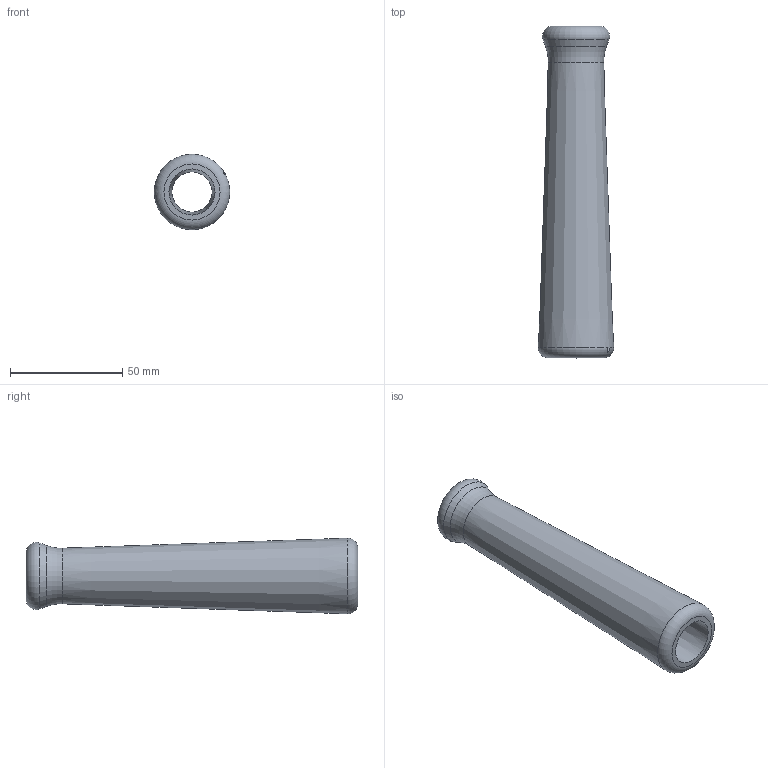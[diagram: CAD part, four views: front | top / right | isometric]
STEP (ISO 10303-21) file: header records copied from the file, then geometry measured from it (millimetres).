
FILE_DESCRIPTION(/* description */ ('Unknown'),/* implementation_level */ '2;1');
FILE_NAME(/* name */ '30915',/* time_stamp */ '2018-11-13T08:01:50+01:00',/* author */ ('Unknown'),/* organization */ ('Unknown'),/* preprocessor_version */ 'ST-DEVELOPER v16.7',/* originating_system */ 'DEX',/* authorisation */ $);
FILE_SCHEMA (('AUTOMOTIVE_DESIGN {1 0 10303 214 3 1 1}'));
Length unit declared in the file: millimetre
Products named in the file (1): 19706_30915_Knickschutz_Gummi_bl__2_-_00283088
Bounding box: 33.69 x 147.92 x 33.69 mm (x, y, z)
Volume: 56274.6 mm3; surface area: 23151 mm2
Topology: 1 solids, 1 shells, 11 faces, 23 edges, 13 vertices
Faces by surface type: cone 5, torus 3, plane 3
Entity records: 277 total; most frequent: CARTESIAN_POINT 47, DIRECTION 43, ORIENTED_EDGE 28, EDGE_LOOP 20, FACE_BOUND 20, AXIS2_PLACEMENT_3D 20, EDGE_CURVE 14, VERTEX_POINT 12
